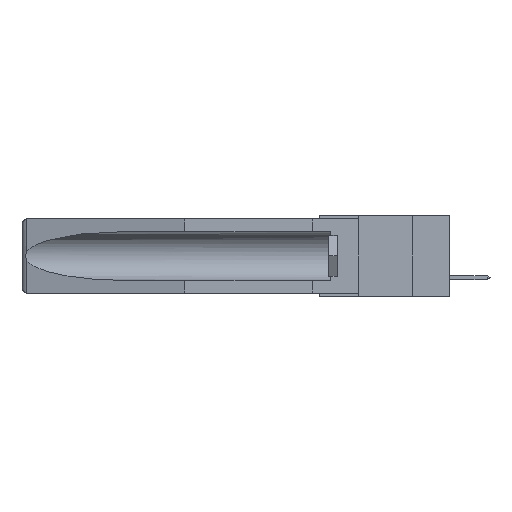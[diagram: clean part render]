
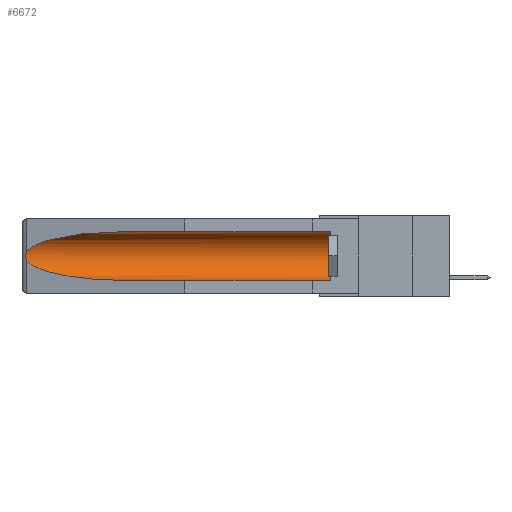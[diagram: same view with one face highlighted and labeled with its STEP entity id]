
A CAD part, left-side view. The second image highlights one B-rep face of the part: STEP entity #6672.
In plain terms, the highlighted cylindrical face has radius 2.857 mm (diameter 5.715 mm), a partial arc.
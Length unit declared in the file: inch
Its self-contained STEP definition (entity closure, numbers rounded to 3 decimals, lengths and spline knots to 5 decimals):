
#157 = VECTOR ( 'NONE', #17090, 39.37008 ) ;
#190 = EDGE_CURVE ( 'NONE', #6140, #197, #8893, .T. ) ;
#197 = VERTEX_POINT ( 'NONE', #3970 ) ;
#446 = VERTEX_POINT ( 'NONE', #8799 ) ;
#447 = AXIS2_PLACEMENT_3D ( 'NONE', #7438, #732, #2260 ) ;
#605 = CARTESIAN_POINT ( 'NONE',  ( 0.155, 0.126, -0.284 ) ) ;
#732 = DIRECTION ( 'NONE',  ( 0., 1., 0. ) ) ;
#738 = ORIENTED_EDGE ( 'NONE', *, *, #10876, .T. ) ;
#769 = CARTESIAN_POINT ( 'NONE',  ( 0.26537, 1.52718, -0.19328 ) ) ;
#1320 = CARTESIAN_POINT ( 'NONE',  ( 0.25451, 1.48313, -0.24835 ) ) ;
#1729 = CYLINDRICAL_SURFACE ( 'NONE', #447, 0.1125 ) ;
#1737 = EDGE_CURVE ( 'NONE', #446, #6140, #13436, .T. ) ;
#2244 = CARTESIAN_POINT ( 'NONE',  ( 0.155, 1.07973, -0.059 ) ) ;
#2260 = DIRECTION ( 'NONE',  ( 0., 0., 1. ) ) ;
#2421 = CARTESIAN_POINT ( 'NONE',  ( 0.21114, 1.30732, -0.059 ) ) ;
#3730 = LINE ( 'NONE', #14074, #157 ) ;
#3808 = CARTESIAN_POINT ( 'NONE',  ( 0.155, 0.126, -0.1715 ) ) ;
#3970 = CARTESIAN_POINT ( 'NONE',  ( 0.155, 1.07973, -0.284 ) ) ;
#4242 = LINE ( 'NONE', #9559, #8245 ) ;
#4530 = ORIENTED_EDGE ( 'NONE', *, *, #16285, .T. ) ;
#4764 = CARTESIAN_POINT ( 'NONE',  ( 0.26537, 1.52718, -0.19328 ) ) ;
#4881 = VERTEX_POINT ( 'NONE', #2244 ) ;
#5100 = FACE_OUTER_BOUND ( 'NONE', #7667, .T. ) ;
#5254 = CARTESIAN_POINT ( 'NONE',  ( 0.26537, 1.52718, -0.19328 ) ) ;
#5540 = ORIENTED_EDGE ( 'NONE', *, *, #16148, .F. ) ;
#5566 = AXIS2_PLACEMENT_3D ( 'NONE', #3808, #13363, #16379 ) ;
#6122 = VERTEX_POINT ( 'NONE', #605 ) ;
#6140 = VERTEX_POINT ( 'NONE', #769 ) ;
#6362 = CARTESIAN_POINT ( 'NONE',  ( 0.155, 1.07973, -0.059 ) ) ;
#6672 = ADVANCED_FACE ( 'NONE', ( #5100 ), #1729, .F. ) ;
#7297 = CARTESIAN_POINT ( 'NONE',  ( 0.26597, 1.5296, -0.19026 ) ) ;
#7438 = CARTESIAN_POINT ( 'NONE',  ( 0.155, -0.30754, -0.1715 ) ) ;
#7667 = EDGE_LOOP ( 'NONE', ( #4530, #10886, #13256, #5540, #738, #10674 ) ) ;
#8240 = VERTEX_POINT ( 'NONE', #13420 ) ;
#8245 = VECTOR ( 'NONE', #13575, 39.37008 ) ;
#8799 = CARTESIAN_POINT ( 'NONE',  ( 0.26537, 1.52718, -0.14972 ) ) ;
#8893 =( BOUNDED_CURVE ( )  B_SPLINE_CURVE ( 3, ( #5254, #1320, #10658, #16127 ),
 .UNSPECIFIED., .F., .F. ) 
 B_SPLINE_CURVE_WITH_KNOTS ( ( 4, 4 ),
 ( 0.1948, 1.5708 ),
 .UNSPECIFIED. ) 
 CURVE ( )  GEOMETRIC_REPRESENTATION_ITEM ( )  RATIONAL_B_SPLINE_CURVE ( ( 1., 0.848, 0.848, 1. ) ) 
 REPRESENTATION_ITEM ( '' )  );
#9053 = CARTESIAN_POINT ( 'NONE',  ( 0.25451, 1.48313, -0.09465 ) ) ;
#9559 = CARTESIAN_POINT ( 'NONE',  ( 0.155, -0.30754, -0.059 ) ) ;
#9994 = CARTESIAN_POINT ( 'NONE',  ( 0.26537, 1.52718, -0.14972 ) ) ;
#10164 = CARTESIAN_POINT ( 'NONE',  ( 0.2673, 1.53269, -0.17917 ) ) ;
#10658 = CARTESIAN_POINT ( 'NONE',  ( 0.21114, 1.30732, -0.284 ) ) ;
#10674 = ORIENTED_EDGE ( 'NONE', *, *, #13731, .T. ) ;
#10876 = EDGE_CURVE ( 'NONE', #6122, #8240, #16467, .T. ) ;
#10886 = ORIENTED_EDGE ( 'NONE', *, *, #1737, .T. ) ;
#11379 = CARTESIAN_POINT ( 'NONE',  ( 0.26597, 1.52961, -0.15275 ) ) ;
#11444 = CARTESIAN_POINT ( 'NONE',  ( 0.26655, 1.53094, -0.18657 ) ) ;
#13256 = ORIENTED_EDGE ( 'NONE', *, *, #190, .T. ) ;
#13363 = DIRECTION ( 'NONE',  ( 0., -1., 0. ) ) ;
#13420 = CARTESIAN_POINT ( 'NONE',  ( 0.155, 0.126, -0.059 ) ) ;
#13436 = B_SPLINE_CURVE_WITH_KNOTS ( 'NONE', 3,
 ( #9994, #11379, #15338, #15285, #14180, #15454, #10164, #11444, #7297, #4764 ),
 .UNSPECIFIED., .F., .F.,
 ( 4, 2, 2, 2, 4 ),
 ( 0., 0.00029, 0.00058, 0.00087, 0.00117 ),
 .UNSPECIFIED. ) ;
#13575 = DIRECTION ( 'NONE',  ( 0., 1., 0. ) ) ;
#13731 = EDGE_CURVE ( 'NONE', #8240, #4881, #4242, .T. ) ;
#14074 = CARTESIAN_POINT ( 'NONE',  ( 0.155, -0.30754, -0.284 ) ) ;
#14180 = CARTESIAN_POINT ( 'NONE',  ( 0.2675, 1.53308, -0.16763 ) ) ;
#14500 =( BOUNDED_CURVE ( )  B_SPLINE_CURVE ( 3, ( #6362, #2421, #9053, #15757 ),
 .UNSPECIFIED., .F., .F. ) 
 B_SPLINE_CURVE_WITH_KNOTS ( ( 4, 4 ),
 ( 4.71239, 6.08839 ),
 .UNSPECIFIED. ) 
 CURVE ( )  GEOMETRIC_REPRESENTATION_ITEM ( )  RATIONAL_B_SPLINE_CURVE ( ( 1., 0.848, 0.848, 1. ) ) 
 REPRESENTATION_ITEM ( '' )  );
#15285 = CARTESIAN_POINT ( 'NONE',  ( 0.2673, 1.5327, -0.16383 ) ) ;
#15338 = CARTESIAN_POINT ( 'NONE',  ( 0.26654, 1.53092, -0.15636 ) ) ;
#15454 = CARTESIAN_POINT ( 'NONE',  ( 0.2675, 1.53308, -0.17534 ) ) ;
#15757 = CARTESIAN_POINT ( 'NONE',  ( 0.26537, 1.52718, -0.14972 ) ) ;
#16127 = CARTESIAN_POINT ( 'NONE',  ( 0.155, 1.07973, -0.284 ) ) ;
#16148 = EDGE_CURVE ( 'NONE', #6122, #197, #3730, .T. ) ;
#16285 = EDGE_CURVE ( 'NONE', #4881, #446, #14500, .T. ) ;
#16379 = DIRECTION ( 'NONE',  ( 0., 0., 1. ) ) ;
#16467 = CIRCLE ( 'NONE', #5566, 0.1125 ) ;
#17090 = DIRECTION ( 'NONE',  ( 0., 1., 0. ) ) ;
